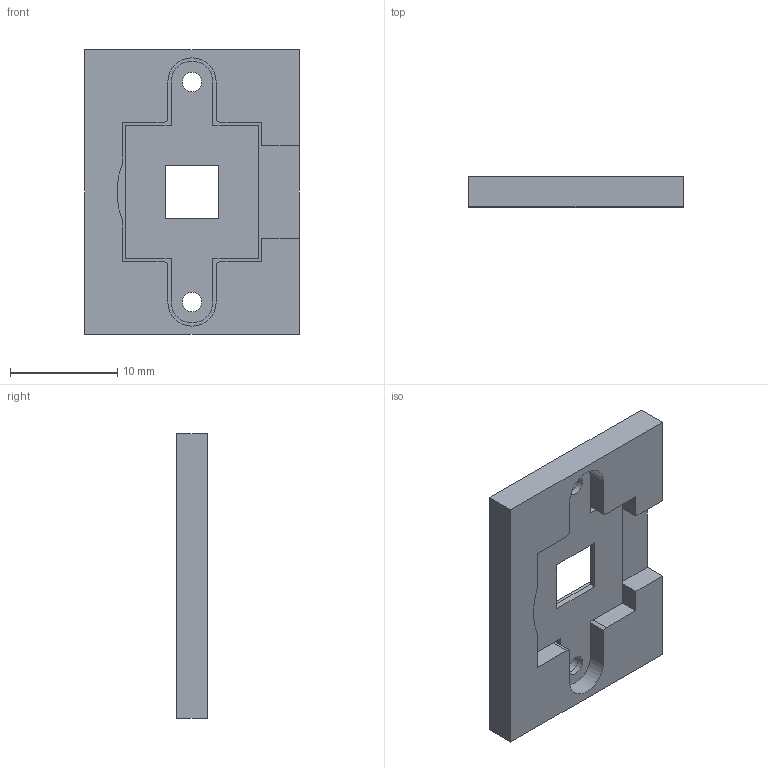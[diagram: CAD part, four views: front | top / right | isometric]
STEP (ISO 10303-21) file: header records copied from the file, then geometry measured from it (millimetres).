
FILE_DESCRIPTION(('FreeCAD Model'),'2;1');
FILE_NAME('Open CASCADE Shape Model','2023-07-28T21:11:13',(''),(''), 'Open CASCADE STEP processor 7.6','FreeCAD','Unknown');
FILE_SCHEMA(('AUTOMOTIVE_DESIGN { 1 0 10303 214 1 1 1 1 }'));
Length unit declared in the file: millimetre
Products named in the file (3): esp32cam_lensAdaptor; LargePartFusion; smallPartFusion
Assembly tree (2 placements, depth 2):
  esp32cam_lensAdaptor
    LargePartFusion
    smallPartFusion
Bounding box: 20 x 2.8 x 26.5 mm (x, y, z)
Volume: 1028 mm3; surface area: 1771.2 mm2
Topology: 2 solids, 2 shells, 77 faces, 210 edges, 140 vertices
Faces by surface type: plane 64, cylinder 13
Full cylindrical faces by diameter (mm): 1.8 x4
Entity records: 5281 total; most frequent: CARTESIAN_POINT 952, DIRECTION 799, LINE 578, VECTOR 578, ORIENTED_EDGE 420, PCURVE 420, DEFINITIONAL_REPRESENTATION 420, EDGE_CURVE 210
